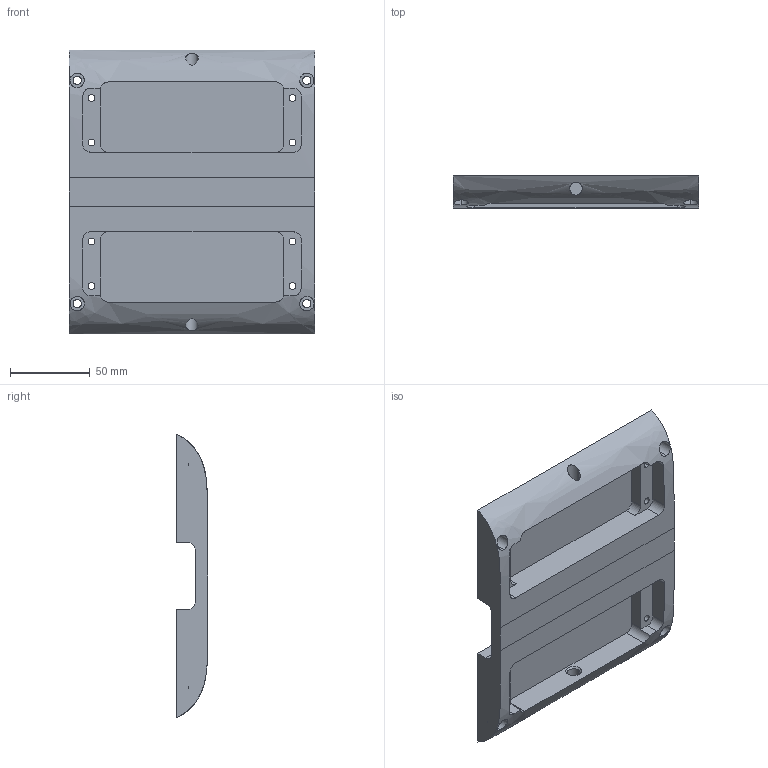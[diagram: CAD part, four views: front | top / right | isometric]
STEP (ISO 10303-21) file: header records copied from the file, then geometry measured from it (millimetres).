
FILE_DESCRIPTION (( 'STEP AP214' ), '1' );
FILE_NAME ('PL-USI-030-Ab-plaque-centrale.STEP', '2019-09-09T09:27:22', ( '' ), ( '' ), 'SwSTEP 2.0', 'SolidWorks 2016', '' );
FILE_SCHEMA (( 'AUTOMOTIVE_DESIGN' ));
Length unit declared in the file: millimetre
Products named in the file (1): PL-USI-030-Ab-plaque-centrale
Bounding box: 154 x 20 x 177.96 mm (x, y, z)
Volume: 212663.3 mm3; surface area: 79219.5 mm2
Topology: 1 solids, 1 shells, 94 faces, 254 edges, 168 vertices
Faces by surface type: cylinder 54, plane 34, cone 4, bspline 2
Entity records: 4136 total; most frequent: CARTESIAN_POINT 1479, ORIENTED_EDGE 508, DIRECTION 500, EDGE_CURVE 254, AXIS2_PLACEMENT_3D 185, VERTEX_POINT 168, VECTOR 130, LINE 130
